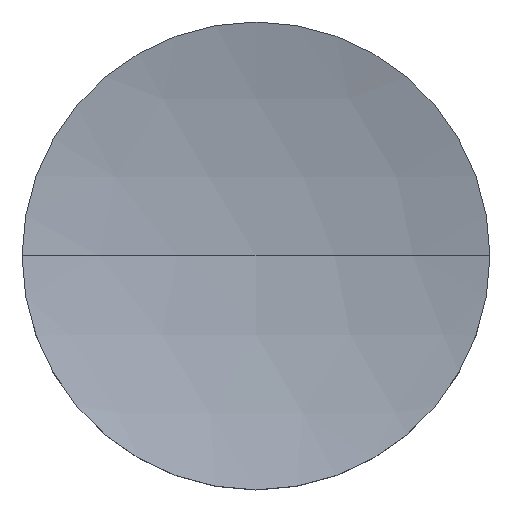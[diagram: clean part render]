
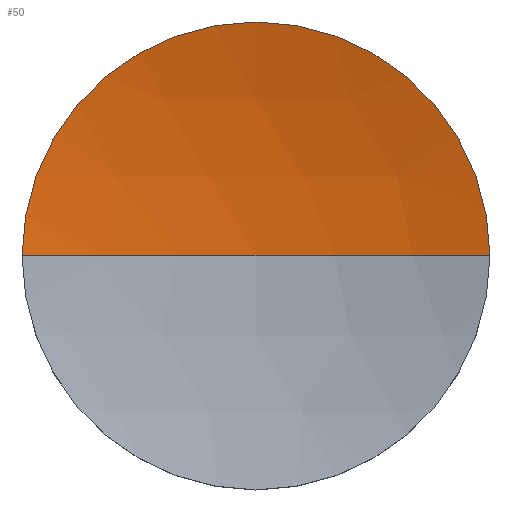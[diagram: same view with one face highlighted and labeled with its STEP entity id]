
A CAD part, top view. The second image highlights one B-rep face of the part: STEP entity #50.
In plain terms, the highlighted spherical face has radius 25 mm.
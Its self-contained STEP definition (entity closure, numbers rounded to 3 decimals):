
#12 = CARTESIAN_POINT ( 'NONE',  ( 0., 0., 27.18 ) ) ;
#14 = EDGE_CURVE ( 'NONE', #65, #164, #173, .T. ) ;
#18 = AXIS2_PLACEMENT_3D ( 'NONE', #188, #53, #143 ) ;
#20 = CARTESIAN_POINT ( 'NONE',  ( -6.35, 0., 3. ) ) ;
#22 = ORIENTED_EDGE ( 'NONE', *, *, #176, .F. ) ;
#23 = DIRECTION ( 'NONE',  ( 0., -1., 0. ) ) ;
#29 = DIRECTION ( 'NONE',  ( 1., 0., 0. ) ) ;
#30 = EDGE_CURVE ( 'NONE', #133, #164, #67, .T. ) ;
#37 = AXIS2_PLACEMENT_3D ( 'NONE', #107, #165, #29 ) ;
#38 = DIRECTION ( 'NONE',  ( 1., 0., 0. ) ) ;
#43 = ORIENTED_EDGE ( 'NONE', *, *, #14, .T. ) ;
#47 = ORIENTED_EDGE ( 'NONE', *, *, #30, .F. ) ;
#50 = ADVANCED_FACE ( 'NONE', ( #127 ), #183, .F. ) ;
#53 = DIRECTION ( 'NONE',  ( 0., 0., -1. ) ) ;
#65 = VERTEX_POINT ( 'NONE', #20 ) ;
#67 = CIRCLE ( 'NONE', #76, 25. ) ;
#68 = DIRECTION ( 'NONE',  ( 0., 0., 1. ) ) ;
#76 = AXIS2_PLACEMENT_3D ( 'NONE', #181, #196, #68 ) ;
#85 = CARTESIAN_POINT ( 'NONE',  ( 0., 0., 2.18 ) ) ;
#91 = AXIS2_PLACEMENT_3D ( 'NONE', #12, #23, #38 ) ;
#107 = CARTESIAN_POINT ( 'NONE',  ( 0., 0., 27.18 ) ) ;
#124 = EDGE_LOOP ( 'NONE', ( #22, #43, #47 ) ) ;
#127 = FACE_OUTER_BOUND ( 'NONE', #124, .T. ) ;
#131 = CARTESIAN_POINT ( 'NONE',  ( 6.35, 0., 3. ) ) ;
#133 = VERTEX_POINT ( 'NONE', #131 ) ;
#143 = DIRECTION ( 'NONE',  ( 1., 0., 0. ) ) ;
#164 = VERTEX_POINT ( 'NONE', #85 ) ;
#165 = DIRECTION ( 'NONE',  ( 0., -1., 0. ) ) ;
#173 = CIRCLE ( 'NONE', #37, 25. ) ;
#176 = EDGE_CURVE ( 'NONE', #65, #133, #194, .T. ) ;
#181 = CARTESIAN_POINT ( 'NONE',  ( 0., 0., 27.18 ) ) ;
#183 = SPHERICAL_SURFACE ( 'NONE', #91, 25. ) ;
#188 = CARTESIAN_POINT ( 'NONE',  ( 0., 0., 3. ) ) ;
#194 = CIRCLE ( 'NONE', #18, 6.35 ) ;
#196 = DIRECTION ( 'NONE',  ( 0., 1., 0. ) ) ;
